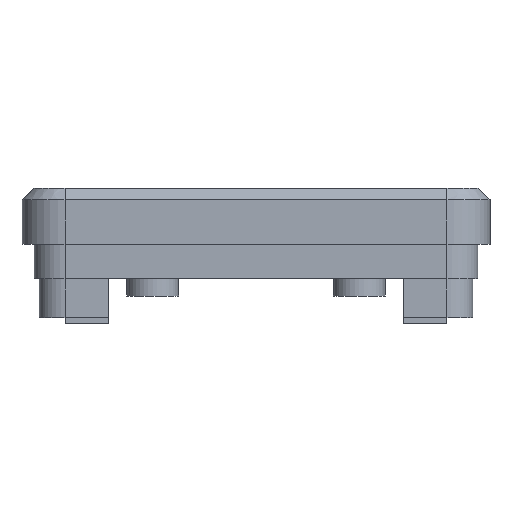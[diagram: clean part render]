
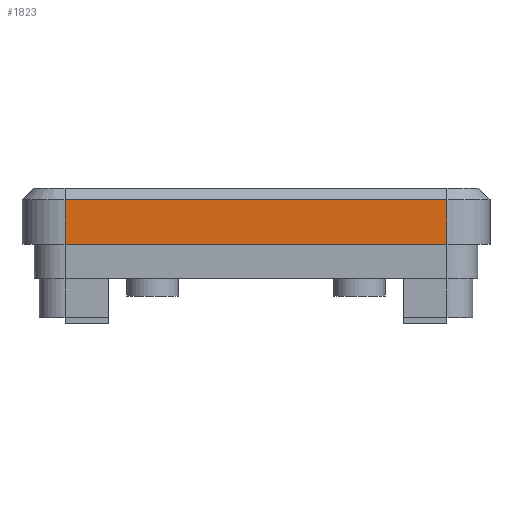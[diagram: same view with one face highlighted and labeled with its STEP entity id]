
A CAD part, front view. The second image highlights one B-rep face of the part: STEP entity #1823.
In plain terms, the highlighted planar face has unit normal (0, -1, 0).
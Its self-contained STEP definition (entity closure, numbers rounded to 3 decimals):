
#4 = CARTESIAN_POINT ( 'NONE',  ( -22.2, -47.957, 5.2 ) ) ;
#226 = VERTEX_POINT ( 'NONE', #1760 ) ;
#326 = VECTOR ( 'NONE', #2920, 1000. ) ;
#672 = ORIENTED_EDGE ( 'NONE', *, *, #7003, .T. ) ;
#1257 = LINE ( 'NONE', #4291, #5358 ) ;
#1348 = DIRECTION ( 'NONE',  ( -1., 0., 0. ) ) ;
#1709 = EDGE_CURVE ( 'NONE', #226, #9290, #2774, .T. ) ;
#1760 = CARTESIAN_POINT ( 'NONE',  ( 22.2, -47.957, 5.2 ) ) ;
#1767 = EDGE_LOOP ( 'NONE', ( #6465, #2073, #672, #7190 ) ) ;
#1823 = ADVANCED_FACE ( 'NONE', ( #2960 ), #2342, .F. ) ;
#1850 = CARTESIAN_POINT ( 'NONE',  ( 22.2, -47.957, 0. ) ) ;
#2073 = ORIENTED_EDGE ( 'NONE', *, *, #1709, .T. ) ;
#2342 = PLANE ( 'NONE',  #5218 ) ;
#2774 = LINE ( 'NONE', #4, #3257 ) ;
#2920 = DIRECTION ( 'NONE',  ( 0., 0., -1. ) ) ;
#2960 = FACE_OUTER_BOUND ( 'NONE', #1767, .T. ) ;
#3059 = VERTEX_POINT ( 'NONE', #6103 ) ;
#3257 = VECTOR ( 'NONE', #1348, 1000. ) ;
#3734 = DIRECTION ( 'NONE',  ( 1., 0., 0. ) ) ;
#4291 = CARTESIAN_POINT ( 'NONE',  ( -22.2, -47.957, 5. ) ) ;
#4522 = DIRECTION ( 'NONE',  ( 0., 1., 0. ) ) ;
#4859 = VECTOR ( 'NONE', #3734, 1000. ) ;
#5012 = CARTESIAN_POINT ( 'NONE',  ( 22.2, -47.957, 5. ) ) ;
#5218 = AXIS2_PLACEMENT_3D ( 'NONE', #8770, #4522, #6669 ) ;
#5358 = VECTOR ( 'NONE', #7194, 1000. ) ;
#5829 = CARTESIAN_POINT ( 'NONE',  ( 22.2, -47.957, 0. ) ) ;
#6103 = CARTESIAN_POINT ( 'NONE',  ( -22.2, -47.957, 0. ) ) ;
#6349 = LINE ( 'NONE', #5012, #326 ) ;
#6465 = ORIENTED_EDGE ( 'NONE', *, *, #9054, .F. ) ;
#6669 = DIRECTION ( 'NONE',  ( -1., 0., 0. ) ) ;
#7003 = EDGE_CURVE ( 'NONE', #9290, #3059, #1257, .T. ) ;
#7190 = ORIENTED_EDGE ( 'NONE', *, *, #8021, .T. ) ;
#7194 = DIRECTION ( 'NONE',  ( 0., 0., -1. ) ) ;
#7826 = VERTEX_POINT ( 'NONE', #1850 ) ;
#7930 = LINE ( 'NONE', #5829, #4859 ) ;
#8021 = EDGE_CURVE ( 'NONE', #3059, #7826, #7930, .T. ) ;
#8770 = CARTESIAN_POINT ( 'NONE',  ( 22.2, -47.957, 5. ) ) ;
#9054 = EDGE_CURVE ( 'NONE', #226, #7826, #6349, .T. ) ;
#9069 = CARTESIAN_POINT ( 'NONE',  ( -22.2, -47.957, 5.2 ) ) ;
#9290 = VERTEX_POINT ( 'NONE', #9069 ) ;
